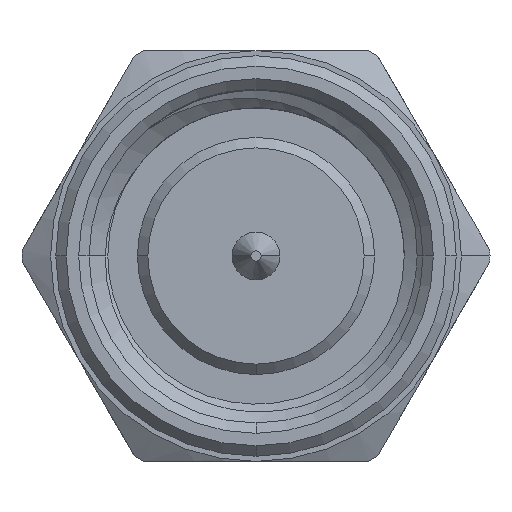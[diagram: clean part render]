
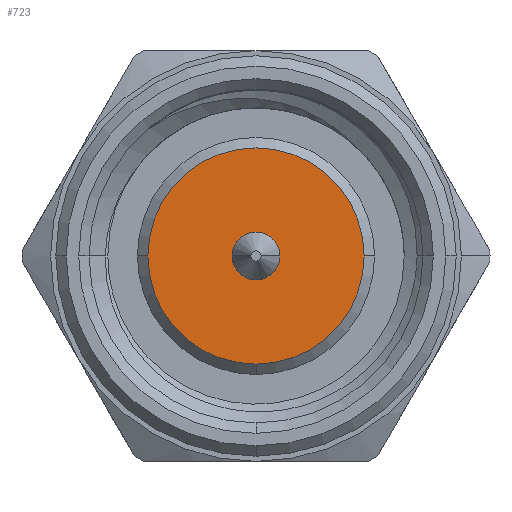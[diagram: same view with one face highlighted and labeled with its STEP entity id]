
A CAD part, left-side view. The second image highlights one B-rep face of the part: STEP entity #723.
In plain terms, the highlighted planar face has unit normal (-1, 0, 0).
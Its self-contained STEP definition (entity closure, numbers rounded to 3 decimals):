
#3 = DIRECTION ( 'NONE',  ( 0., -1., 0. ) ) ;
#397 = CIRCLE ( 'NONE', #6938, 2.08 ) ;
#500 = AXIS2_PLACEMENT_3D ( 'NONE', #3778, #6999, #2402 ) ;
#613 = CARTESIAN_POINT ( 'NONE',  ( 3.15, -2.08, 0. ) ) ;
#640 = VERTEX_POINT ( 'NONE', #8387 ) ;
#709 = EDGE_CURVE ( 'NONE', #5022, #6972, #3042, .T. ) ;
#723 = ADVANCED_FACE ( 'NONE', ( #6731, #4865 ), #6012, .T. ) ;
#806 = DIRECTION ( 'NONE',  ( 0., 0., 1. ) ) ;
#938 = EDGE_CURVE ( 'NONE', #4673, #8129, #5381, .T. ) ;
#1235 = ORIENTED_EDGE ( 'NONE', *, *, #6152, .F. ) ;
#2058 = CARTESIAN_POINT ( 'NONE',  ( 3.15, 0., 0. ) ) ;
#2177 = DIRECTION ( 'NONE',  ( -1., 0., 0. ) ) ;
#2201 = DIRECTION ( 'NONE',  ( 0., 1., 0. ) ) ;
#2395 = ORIENTED_EDGE ( 'NONE', *, *, #7349, .F. ) ;
#2402 = DIRECTION ( 'NONE',  ( 0., -1., 0. ) ) ;
#2459 = DIRECTION ( 'NONE',  ( -1., 0., 0. ) ) ;
#2613 = DIRECTION ( 'NONE',  ( 1., 0., 0. ) ) ;
#2789 = AXIS2_PLACEMENT_3D ( 'NONE', #2970, #7393, #2201 ) ;
#2851 = EDGE_CURVE ( 'NONE', #6972, #640, #397, .T. ) ;
#2942 = CARTESIAN_POINT ( 'NONE',  ( 3.15, 0., 0. ) ) ;
#2970 = CARTESIAN_POINT ( 'NONE',  ( 3.15, 0., 0. ) ) ;
#3042 = CIRCLE ( 'NONE', #4970, 2.08 ) ;
#3484 = AXIS2_PLACEMENT_3D ( 'NONE', #2942, #2459, #6891 ) ;
#3778 = CARTESIAN_POINT ( 'NONE',  ( 3.15, 0., 0. ) ) ;
#3819 = CARTESIAN_POINT ( 'NONE',  ( 3.15, 0., 0. ) ) ;
#4205 = CIRCLE ( 'NONE', #500, 2.08 ) ;
#4629 = CARTESIAN_POINT ( 'NONE',  ( 3.15, 2.08, 0. ) ) ;
#4655 = DIRECTION ( 'NONE',  ( 1., 0., 0. ) ) ;
#4673 = VERTEX_POINT ( 'NONE', #5364 ) ;
#4865 = FACE_OUTER_BOUND ( 'NONE', #5330, .T. ) ;
#4970 = AXIS2_PLACEMENT_3D ( 'NONE', #2058, #4655, #8085 ) ;
#5001 = ORIENTED_EDGE ( 'NONE', *, *, #709, .F. ) ;
#5022 = VERTEX_POINT ( 'NONE', #4629 ) ;
#5330 = EDGE_LOOP ( 'NONE', ( #6138, #5001, #1235 ) ) ;
#5364 = CARTESIAN_POINT ( 'NONE',  ( 3.15, -0.46, 0. ) ) ;
#5381 = CIRCLE ( 'NONE', #3484, 0.46 ) ;
#5518 = AXIS2_PLACEMENT_3D ( 'NONE', #7329, #2177, #806 ) ;
#5791 = CARTESIAN_POINT ( 'NONE',  ( 3.15, 0.46, 0. ) ) ;
#6012 = PLANE ( 'NONE',  #5518 ) ;
#6138 = ORIENTED_EDGE ( 'NONE', *, *, #2851, .F. ) ;
#6152 = EDGE_CURVE ( 'NONE', #640, #5022, #4205, .T. ) ;
#6467 = CIRCLE ( 'NONE', #2789, 0.46 ) ;
#6731 = FACE_BOUND ( 'NONE', #7666, .T. ) ;
#6891 = DIRECTION ( 'NONE',  ( 0., -1., 0. ) ) ;
#6938 = AXIS2_PLACEMENT_3D ( 'NONE', #3819, #2613, #3 ) ;
#6972 = VERTEX_POINT ( 'NONE', #613 ) ;
#6999 = DIRECTION ( 'NONE',  ( 1., 0., 0. ) ) ;
#7329 = CARTESIAN_POINT ( 'NONE',  ( 3.15, 0., 0. ) ) ;
#7349 = EDGE_CURVE ( 'NONE', #8129, #4673, #6467, .T. ) ;
#7393 = DIRECTION ( 'NONE',  ( -1., 0., 0. ) ) ;
#7563 = ORIENTED_EDGE ( 'NONE', *, *, #938, .F. ) ;
#7666 = EDGE_LOOP ( 'NONE', ( #7563, #2395 ) ) ;
#8085 = DIRECTION ( 'NONE',  ( 0., 1., 0. ) ) ;
#8129 = VERTEX_POINT ( 'NONE', #5791 ) ;
#8387 = CARTESIAN_POINT ( 'NONE',  ( 3.15, 0., -2.08 ) ) ;
